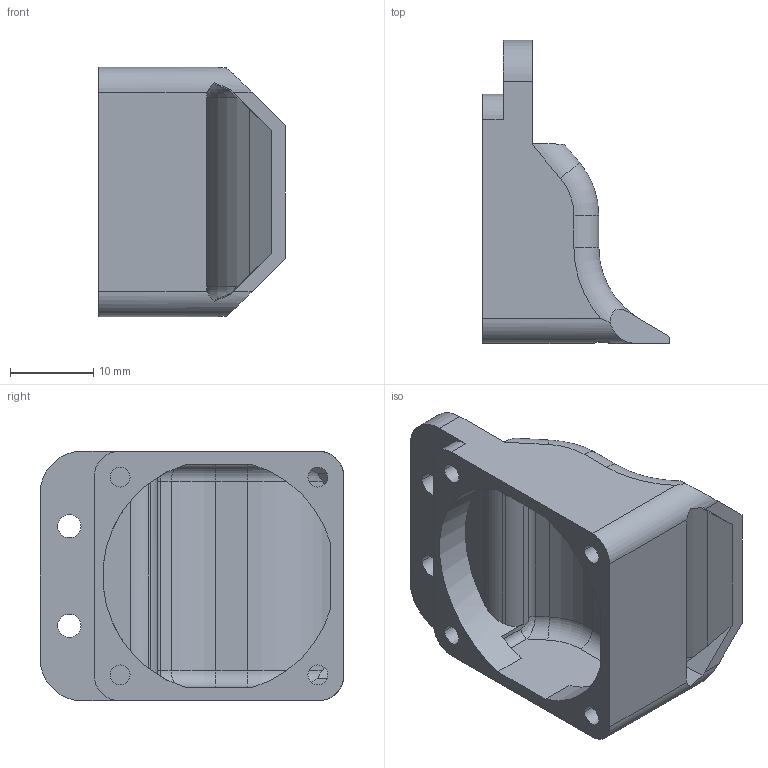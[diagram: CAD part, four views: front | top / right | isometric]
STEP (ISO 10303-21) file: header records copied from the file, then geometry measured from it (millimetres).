
FILE_DESCRIPTION (( 'STEP AP203' ), '1' );
FILE_NAME ('模型散热罩.STEP', '2023-01-06T08:36:46', ( '个人用户' ), ( '微软中国' ), 'SwSTEP 2.0', 'SolidWorks 2019', '' );
FILE_SCHEMA (( 'CONFIG_CONTROL_DESIGN' ));
Length unit declared in the file: millimetre
Products named in the file (1): 模型散热罩
Bounding box: 22.5 x 36.5 x 30 mm (x, y, z)
Volume: 4437.4 mm3; surface area: 5180.9 mm2
Topology: 1 solids, 1 shells, 88 faces, 237 edges, 152 vertices
Faces by surface type: cylinder 41, plane 35, torus 10, bspline 2
Entity records: 3034 total; most frequent: CARTESIAN_POINT 752, ORIENTED_EDGE 474, DIRECTION 461, EDGE_CURVE 237, AXIS2_PLACEMENT_3D 173, VERTEX_POINT 152, LINE 115, VECTOR 115
